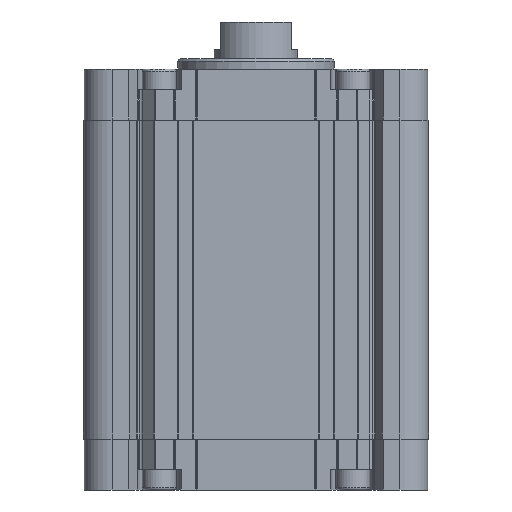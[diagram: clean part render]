
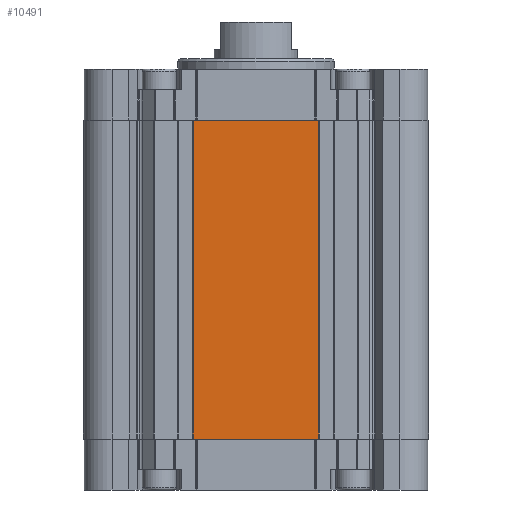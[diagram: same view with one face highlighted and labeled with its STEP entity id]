
A CAD part, left-side view. The second image highlights one B-rep face of the part: STEP entity #10491.
In plain terms, the highlighted face is planar.
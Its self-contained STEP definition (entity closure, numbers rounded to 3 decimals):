
#1649=ORIENTED_EDGE('',*,*,#4505,.F.);
#1650=ORIENTED_EDGE('',*,*,#4504,.F.);
#1651=ORIENTED_EDGE('',*,*,#4506,.T.);
#1652=ORIENTED_EDGE('',*,*,#4507,.T.);
#4504=EDGE_CURVE('',#5884,#5883,#6939,.T.);
#4505=EDGE_CURVE('',#5883,#5885,#6940,.T.);
#4506=EDGE_CURVE('',#5884,#5886,#6941,.T.);
#4507=EDGE_CURVE('',#5886,#5885,#6942,.T.);
#5883=VERTEX_POINT('',#16427);
#5884=VERTEX_POINT('',#16429);
#5885=VERTEX_POINT('',#16433);
#5886=VERTEX_POINT('',#16435);
#6939=LINE('',#16430,#7987);
#6940=LINE('',#16432,#7988);
#6941=LINE('',#16434,#7989);
#6942=LINE('',#16436,#7990);
#7987=VECTOR('',#13149,1000.);
#7988=VECTOR('',#13152,1000.);
#7989=VECTOR('',#13153,1000.);
#7990=VECTOR('',#13154,1000.);
#8830=EDGE_LOOP('',(#1649,#1650,#1651,#1652));
#9506=FACE_BOUND('',#8830,.T.);
#10088=PLANE('',#11292);
#10491=ADVANCED_FACE('',(#9506),#10088,.T.);
#11292=AXIS2_PLACEMENT_3D('',#16431,#13150,#13151);
#13149=DIRECTION('',(0.,0.,1.));
#13150=DIRECTION('',(1.,0.,0.));
#13151=DIRECTION('',(0.,0.,-1.));
#13152=DIRECTION('',(0.,1.,0.));
#13153=DIRECTION('',(0.,1.,0.));
#13154=DIRECTION('',(0.,0.,1.));
#16427=CARTESIAN_POINT('',(66.,-24.,-19.5));
#16429=CARTESIAN_POINT('',(66.,-24.,-141.5));
#16430=CARTESIAN_POINT('',(66.,-24.,-141.5));
#16431=CARTESIAN_POINT('',(66.,-24.,-141.5));
#16432=CARTESIAN_POINT('',(66.,-24.,-19.5));
#16433=CARTESIAN_POINT('',(66.,24.,-19.5));
#16434=CARTESIAN_POINT('',(66.,-24.,-141.5));
#16435=CARTESIAN_POINT('',(66.,24.,-141.5));
#16436=CARTESIAN_POINT('',(66.,24.,-141.5));
